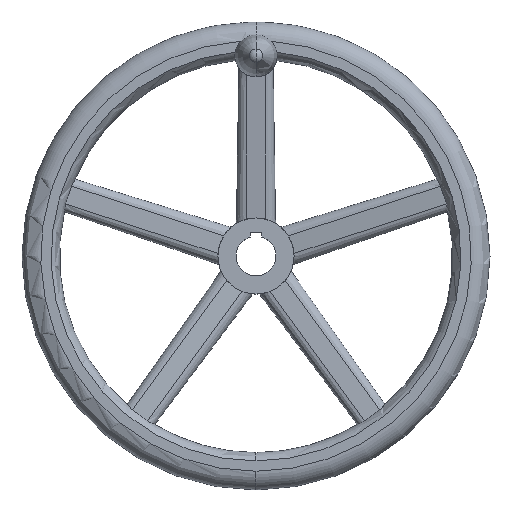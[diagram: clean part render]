
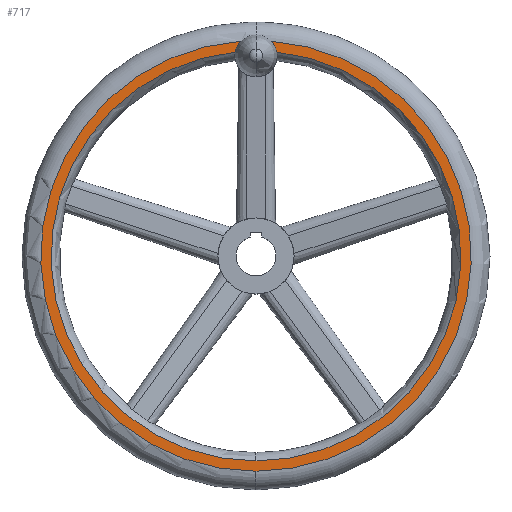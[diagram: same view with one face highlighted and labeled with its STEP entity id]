
A CAD part, top view. The second image highlights one B-rep face of the part: STEP entity #717.
In plain terms, the highlighted planar face has unit normal (0, 0, 1).
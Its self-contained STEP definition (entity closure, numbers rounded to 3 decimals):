
#363=EDGE_CURVE('',#391,#469,#1014,.T.);
#391=VERTEX_POINT('',#1044);
#441=EDGE_CURVE('',#959,#541,#1100,.T.);
#469=VERTEX_POINT('',#1129);
#523=EDGE_CURVE('',#643,#537,#1189,.T.);
#537=VERTEX_POINT('',#1203);
#541=VERTEX_POINT('',#1207);
#639=EDGE_CURVE('',#537,#541,#1320,.T.);
#643=VERTEX_POINT('',#1324);
#717=ADVANCED_FACE('',(#1403),#1404,.F.);
#761=EDGE_CURVE('',#643,#391,#1454,.T.);
#799=EDGE_CURVE('',#469,#959,#1494,.T.);
#959=VERTEX_POINT('',#1672);
#1014=CIRCLE('',#1784,184.0);
#1044=CARTESIAN_POINT('',(-12.907,183.547,60.333));
#1100=CIRCLE('',#1977,18.0);
#1129=CARTESIAN_POINT('',(0.,-184.0,60.333));
#1189=CIRCLE('',#2244,175.156);
#1203=CARTESIAN_POINT('',(0.,-175.156,60.333));
#1207=CARTESIAN_POINT('',(17.703,174.259,60.333));
#1320=CIRCLE('',#2538,175.156);
#1324=CARTESIAN_POINT('',(-17.703,174.259,60.333));
#1403=FACE_OUTER_BOUND('',#2744,.T.);
#1404=PLANE('',#2745);
#1454=CIRCLE('',#2877,18.0);
#1494=CIRCLE('',#3046,184.0);
#1672=CARTESIAN_POINT('',(12.907,183.547,60.333));
#1784=AXIS2_PLACEMENT_3D('',#3670,#3671,#3672);
#1977=AXIS2_PLACEMENT_3D('',#3750,#3751,#3752);
#2244=AXIS2_PLACEMENT_3D('',#3862,#3863,#3864);
#2538=AXIS2_PLACEMENT_3D('',#4029,#4030,#4031);
#2744=EDGE_LOOP('',(#4108,#4109,#4110,#4111,#4112,#4113));
#2745=AXIS2_PLACEMENT_3D('',#4114,#4115,#4116);
#2877=AXIS2_PLACEMENT_3D('',#4187,#4188,#4189);
#3046=AXIS2_PLACEMENT_3D('',#4225,#4226,#4227);
#3670=CARTESIAN_POINT('',(0.,0.,60.333));
#3671=DIRECTION('',(0.,0.,1.0));
#3672=DIRECTION('',(0.,1.0,0.));
#3750=CARTESIAN_POINT('',(0.0,171.0,60.333));
#3751=DIRECTION('',(0.,0.,-1.0));
#3752=DIRECTION('',(-0.717,0.697,0.));
#3862=CARTESIAN_POINT('',(0.,0.,60.333));
#3863=DIRECTION('',(0.,0.,1.0));
#3864=DIRECTION('',(1.0,0.0,0.));
#4029=CARTESIAN_POINT('',(0.,0.,60.333));
#4030=DIRECTION('',(0.,0.,1.0));
#4031=DIRECTION('',(1.0,0.0,0.));
#4108=ORIENTED_EDGE('',*,*,#441,.T.);
#4109=ORIENTED_EDGE('',*,*,#639,.F.);
#4110=ORIENTED_EDGE('',*,*,#523,.F.);
#4111=ORIENTED_EDGE('',*,*,#761,.T.);
#4112=ORIENTED_EDGE('',*,*,#363,.T.);
#4113=ORIENTED_EDGE('',*,*,#799,.T.);
#4114=CARTESIAN_POINT('',(0.,176.0,60.333));
#4115=DIRECTION('',(0.,0.,-1.0));
#4116=DIRECTION('',(0.,-1.0,0.0));
#4187=CARTESIAN_POINT('',(0.0,171.0,60.333));
#4188=DIRECTION('',(0.,0.,-1.0));
#4189=DIRECTION('',(-0.717,0.697,0.));
#4225=CARTESIAN_POINT('',(0.,0.,60.333));
#4226=DIRECTION('',(0.,0.,1.0));
#4227=DIRECTION('',(0.,1.0,0.));
